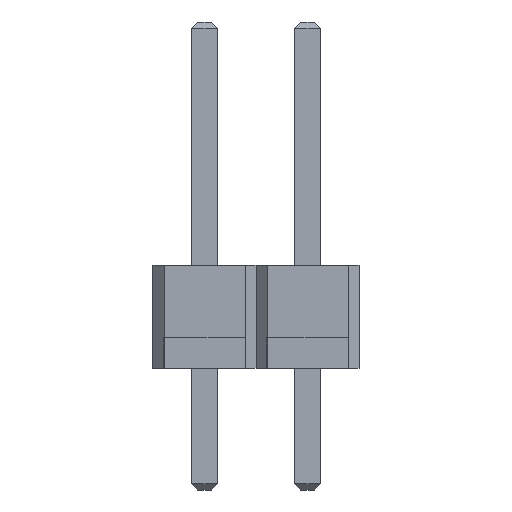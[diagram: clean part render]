
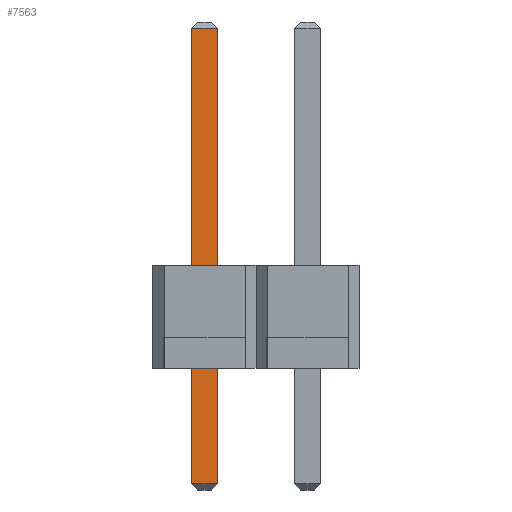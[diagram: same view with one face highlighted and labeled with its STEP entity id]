
A CAD part, front view. The second image highlights one B-rep face of the part: STEP entity #7563.
In plain terms, the highlighted planar face has unit normal (0, -1, 0).
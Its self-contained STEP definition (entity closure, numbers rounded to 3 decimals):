
#143=FACE_OUTER_BOUND('',#608,.T.);
#608=EDGE_LOOP('',(#5089,#5090,#5091,#5092));
#1133=LINE('',#10605,#2197);
#1140=LINE('',#10618,#2204);
#1149=LINE('',#10636,#2213);
#1152=LINE('',#10641,#2216);
#2197=VECTOR('',#8598,10.);
#2204=VECTOR('',#8611,10.);
#2213=VECTOR('',#8628,10.);
#2216=VECTOR('',#8635,10.);
#3238=VERTEX_POINT('',#10588);
#3243=VERTEX_POINT('',#10599);
#3247=VERTEX_POINT('',#10617);
#3252=VERTEX_POINT('',#10631);
#3933=EDGE_CURVE('',#3238,#3243,#1133,.T.);
#3940=EDGE_CURVE('',#3247,#3243,#1140,.T.);
#3949=EDGE_CURVE('',#3247,#3252,#1149,.T.);
#3952=EDGE_CURVE('',#3238,#3252,#1152,.T.);
#5089=ORIENTED_EDGE('',*,*,#3933,.F.);
#5090=ORIENTED_EDGE('',*,*,#3952,.T.);
#5091=ORIENTED_EDGE('',*,*,#3949,.F.);
#5092=ORIENTED_EDGE('',*,*,#3940,.T.);
#7101=PLANE('',#8066);
#7563=ADVANCED_FACE('',(#143),#7101,.T.);
#8066=AXIS2_PLACEMENT_3D('',#10643,#8638,#8639);
#8598=DIRECTION('',(-1.,0.,0.));
#8611=DIRECTION('',(0.,0.,-1.));
#8628=DIRECTION('',(1.,0.,0.));
#8635=DIRECTION('',(0.,0.,1.));
#8638=DIRECTION('center_axis',(0.,-1.,0.));
#8639=DIRECTION('ref_axis',(0.,0.,-1.));
#10588=CARTESIAN_POINT('',(-0.95,-7.94,-2.85));
#10599=CARTESIAN_POINT('',(-1.59,-7.94,-2.85));
#10605=CARTESIAN_POINT('',(-1.11,-7.94,-2.85));
#10617=CARTESIAN_POINT('',(-1.59,-7.94,8.39));
#10618=CARTESIAN_POINT('',(-1.59,-7.94,-3.));
#10631=CARTESIAN_POINT('',(-0.95,-7.94,8.39));
#10636=CARTESIAN_POINT('',(-1.43,-7.94,8.39));
#10641=CARTESIAN_POINT('',(-0.95,-7.94,8.54));
#10643=CARTESIAN_POINT('Origin',(-1.27,-7.94,2.77));
